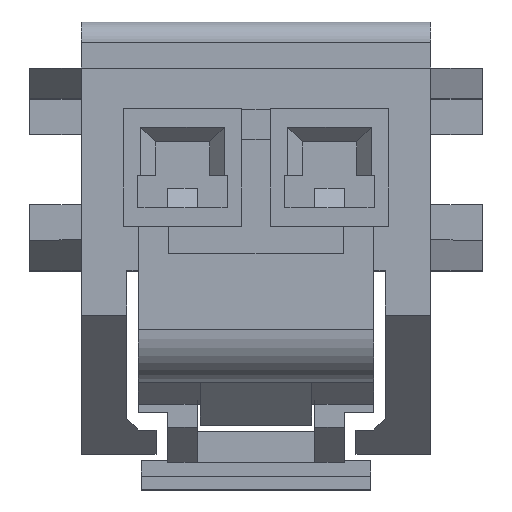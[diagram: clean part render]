
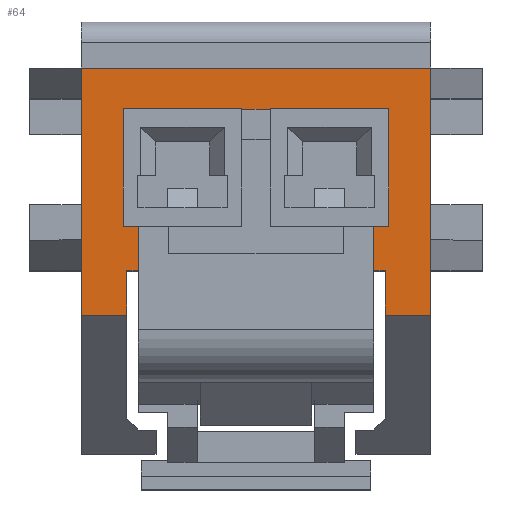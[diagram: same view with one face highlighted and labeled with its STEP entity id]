
A CAD part, top view. The second image highlights one B-rep face of the part: STEP entity #64.
In plain terms, the highlighted planar face has unit normal (0, 0, 1).
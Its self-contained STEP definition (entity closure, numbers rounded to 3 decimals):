
#64=ADVANCED_FACE('',(#411),#241,.F.);
#241=PLANE('',#3531);
#411=FACE_OUTER_BOUND('',#584,.T.);
#584=EDGE_LOOP('',(#766,#767,#768,#769,#770,#771,#772,#773,#774,#775,#776,
#777,#778,#779,#780,#781));
#766=ORIENTED_EDGE('',*,*,#2076,.F.);
#767=ORIENTED_EDGE('',*,*,#2077,.F.);
#768=ORIENTED_EDGE('',*,*,#2078,.F.);
#769=ORIENTED_EDGE('',*,*,#2079,.F.);
#770=ORIENTED_EDGE('',*,*,#2080,.F.);
#771=ORIENTED_EDGE('',*,*,#2081,.F.);
#772=ORIENTED_EDGE('',*,*,#2082,.F.);
#773=ORIENTED_EDGE('',*,*,#2083,.F.);
#774=ORIENTED_EDGE('',*,*,#2084,.F.);
#775=ORIENTED_EDGE('',*,*,#2085,.T.);
#776=ORIENTED_EDGE('',*,*,#2086,.T.);
#777=ORIENTED_EDGE('',*,*,#2087,.F.);
#778=ORIENTED_EDGE('',*,*,#2088,.F.);
#779=ORIENTED_EDGE('',*,*,#2089,.F.);
#780=ORIENTED_EDGE('',*,*,#2090,.T.);
#781=ORIENTED_EDGE('',*,*,#2091,.F.);
#1754=VERTEX_POINT('',#4588);
#1755=VERTEX_POINT('',#4589);
#1756=VERTEX_POINT('',#4591);
#1757=VERTEX_POINT('',#4593);
#1758=VERTEX_POINT('',#4595);
#1759=VERTEX_POINT('',#4597);
#1760=VERTEX_POINT('',#4599);
#1761=VERTEX_POINT('',#4601);
#1762=VERTEX_POINT('',#4603);
#1763=VERTEX_POINT('',#4605);
#1764=VERTEX_POINT('',#4607);
#1765=VERTEX_POINT('',#4609);
#1766=VERTEX_POINT('',#4611);
#1767=VERTEX_POINT('',#4613);
#1768=VERTEX_POINT('',#4615);
#1769=VERTEX_POINT('',#4617);
#2076=EDGE_CURVE('',#1754,#1755,#2570,.T.);
#2077=EDGE_CURVE('',#1756,#1754,#2571,.T.);
#2078=EDGE_CURVE('',#1757,#1756,#2572,.T.);
#2079=EDGE_CURVE('',#1758,#1757,#2573,.T.);
#2080=EDGE_CURVE('',#1759,#1758,#2574,.T.);
#2081=EDGE_CURVE('',#1760,#1759,#2575,.T.);
#2082=EDGE_CURVE('',#1761,#1760,#2576,.T.);
#2083=EDGE_CURVE('',#1762,#1761,#2577,.T.);
#2084=EDGE_CURVE('',#1763,#1762,#2578,.T.);
#2085=EDGE_CURVE('',#1763,#1764,#2579,.T.);
#2086=EDGE_CURVE('',#1764,#1765,#2580,.T.);
#2087=EDGE_CURVE('',#1766,#1765,#2581,.T.);
#2088=EDGE_CURVE('',#1767,#1766,#2582,.T.);
#2089=EDGE_CURVE('',#1768,#1767,#2583,.T.);
#2090=EDGE_CURVE('',#1768,#1769,#2584,.T.);
#2091=EDGE_CURVE('',#1755,#1769,#2585,.T.);
#2570=LINE('',#4587,#3050);
#2571=LINE('',#4590,#3051);
#2572=LINE('',#4592,#3052);
#2573=LINE('',#4594,#3053);
#2574=LINE('',#4596,#3054);
#2575=LINE('',#4598,#3055);
#2576=LINE('',#4600,#3056);
#2577=LINE('',#4602,#3057);
#2578=LINE('',#4604,#3058);
#2579=LINE('',#4606,#3059);
#2580=LINE('',#4608,#3060);
#2581=LINE('',#4610,#3061);
#2582=LINE('',#4612,#3062);
#2583=LINE('',#4614,#3063);
#2584=LINE('',#4616,#3064);
#2585=LINE('',#4618,#3065);
#3050=VECTOR('',#3724,1.);
#3051=VECTOR('',#3725,1.);
#3052=VECTOR('',#3726,1.);
#3053=VECTOR('',#3727,1.);
#3054=VECTOR('',#3728,1.);
#3055=VECTOR('',#3729,1.);
#3056=VECTOR('',#3730,1.);
#3057=VECTOR('',#3731,1.);
#3058=VECTOR('',#3732,1.);
#3059=VECTOR('',#3733,1.);
#3060=VECTOR('',#3734,1.);
#3061=VECTOR('',#3735,1.);
#3062=VECTOR('',#3736,1.);
#3063=VECTOR('',#3737,1.);
#3064=VECTOR('',#3738,1.);
#3065=VECTOR('',#3739,1.);
#3531=AXIS2_PLACEMENT_3D('',#4619,#3740,#3741);
#3724=DIRECTION('',(0.,-1.,0.));
#3725=DIRECTION('',(-1.,0.,0.));
#3726=DIRECTION('',(0.,1.,0.));
#3727=DIRECTION('',(1.,0.,0.));
#3728=DIRECTION('',(0.,1.,0.));
#3729=DIRECTION('',(-1.,0.,0.));
#3730=DIRECTION('',(0.,1.,0.));
#3731=DIRECTION('',(-1.,0.,0.));
#3732=DIRECTION('',(0.,-1.,0.));
#3733=DIRECTION('',(-1.,0.,0.));
#3734=DIRECTION('',(0.,-1.,0.));
#3735=DIRECTION('',(-1.,0.,0.));
#3736=DIRECTION('',(0.,-1.,0.));
#3737=DIRECTION('',(-1.,0.,0.));
#3738=DIRECTION('',(0.,1.,0.));
#3739=DIRECTION('',(1.,0.,0.));
#3740=DIRECTION('',(0.,0.,-1.));
#3741=DIRECTION('',(-1.,0.,0.));
#4587=CARTESIAN_POINT('',(-2.26,0.995,9.85));
#4588=CARTESIAN_POINT('',(-2.26,0.995,9.85));
#4589=CARTESIAN_POINT('',(-2.26,-0.995,9.85));
#4590=CARTESIAN_POINT('',(2.26,0.995,9.85));
#4591=CARTESIAN_POINT('',(2.26,0.995,9.85));
#4592=CARTESIAN_POINT('',(2.26,-0.995,9.85));
#4593=CARTESIAN_POINT('',(2.26,-0.995,9.85));
#4594=CARTESIAN_POINT('',(0.24,-0.995,9.85));
#4595=CARTESIAN_POINT('',(2.,-0.995,9.85));
#4596=CARTESIAN_POINT('',(2.,-1.74,9.85));
#4597=CARTESIAN_POINT('',(2.,-1.74,9.85));
#4598=CARTESIAN_POINT('',(-2.2,-1.74,9.85));
#4599=CARTESIAN_POINT('',(2.2,-1.74,9.85));
#4600=CARTESIAN_POINT('',(2.2,-1.74,9.85));
#4601=CARTESIAN_POINT('',(2.2,-2.5,9.85));
#4602=CARTESIAN_POINT('',(2.97,-2.5,9.85));
#4603=CARTESIAN_POINT('',(2.97,-2.5,9.85));
#4604=CARTESIAN_POINT('',(2.97,32.316,9.85));
#4605=CARTESIAN_POINT('',(2.97,1.7,9.85));
#4606=CARTESIAN_POINT('',(3.85,1.7,9.85));
#4607=CARTESIAN_POINT('',(-2.97,1.7,9.85));
#4608=CARTESIAN_POINT('',(-2.97,32.316,9.85));
#4609=CARTESIAN_POINT('',(-2.97,-2.5,9.85));
#4610=CARTESIAN_POINT('',(2.97,-2.5,9.85));
#4611=CARTESIAN_POINT('',(-2.2,-2.5,9.85));
#4612=CARTESIAN_POINT('',(-2.2,-4.25,9.85));
#4613=CARTESIAN_POINT('',(-2.2,-1.74,9.85));
#4614=CARTESIAN_POINT('',(-2.2,-1.74,9.85));
#4615=CARTESIAN_POINT('',(-2.,-1.74,9.85));
#4616=CARTESIAN_POINT('',(-2.,-1.74,9.85));
#4617=CARTESIAN_POINT('',(-2.,-0.995,9.85));
#4618=CARTESIAN_POINT('',(-2.26,-0.995,9.85));
#4619=CARTESIAN_POINT('',(3.85,-1.74,9.85));
